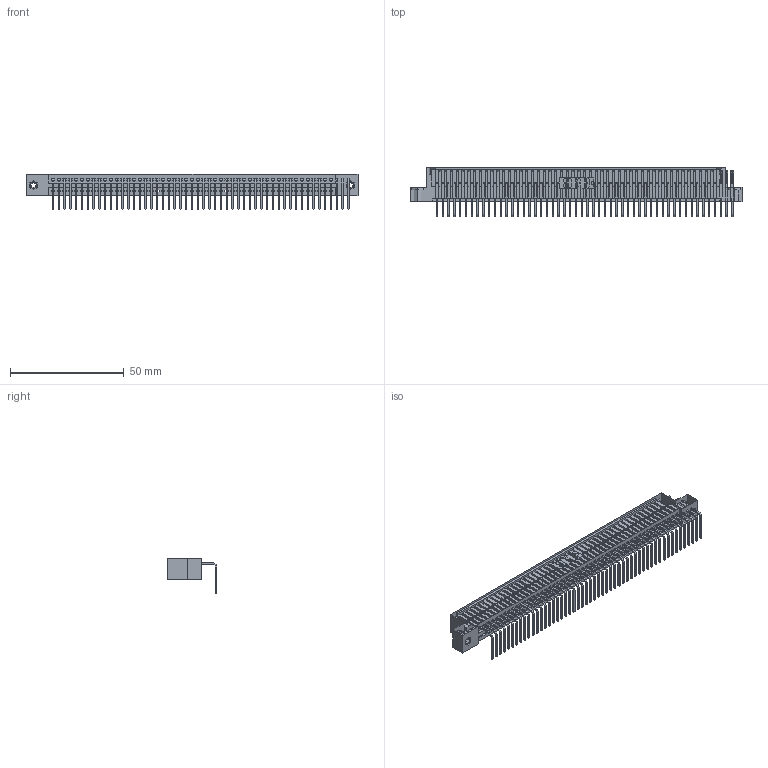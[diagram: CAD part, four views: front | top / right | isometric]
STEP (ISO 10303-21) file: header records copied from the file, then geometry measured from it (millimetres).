
FILE_DESCRIPTION (( 'STEP AP203' ), '1' );
FILE_NAME ('345-052-558-108.STEP', '2019-10-10T18:44:13', ( '' ), ( '' ), 'SwSTEP 2.0', 'SolidWorks 2016', '' );
FILE_SCHEMA (( 'CONFIG_CONTROL_DESIGN' ));
Length unit declared in the file: inch
Products named in the file (4): 345 Part_Flush Mounting Lugs - 0.156 Dia-TI; 345-292-001_558 Tail - 2; 345-250-001_345-250-003-102; 345-052-558-108
Assembly tree (55 placements, depth 2):
  345-052-558-108
    345 Part_Flush Mounting Lugs - 0.156 Dia-TI
    345-292-001_558 Tail - 2  x52
    345-250-001_345-250-003-102  x2
Bounding box: 145.67 x 21.83 x 15.37 mm (x, y, z)
Volume: 879.2 mm3
Topology: 55 solids, 60 shells, 3261 faces, 9772 edges, 6442 vertices
Faces by surface type: plane 2257, cylinder 988, cone 12, torus 4
Entity records: 37298 total; most frequent: CARTESIAN_POINT 6429, ORIENTED_EDGE 6402, DIRECTION 5635, EDGE_CURVE 3199, LINE 2853, VECTOR 2853, VERTEX_POINT 2128, AXIS2_PLACEMENT_3D 1391
